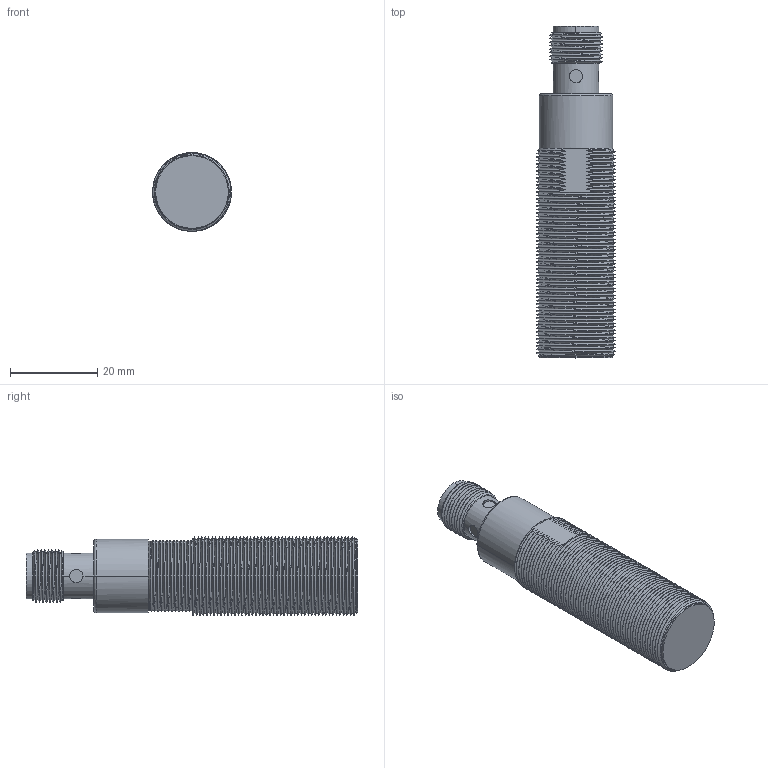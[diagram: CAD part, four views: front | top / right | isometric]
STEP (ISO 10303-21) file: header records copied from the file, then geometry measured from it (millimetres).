
FILE_DESCRIPTION((''),'2;1');
FILE_NAME('OCN1-1808X-XRL4','2017-03-10T',('Administrator'),(''),'PRO/ENGINEER BY PARAMETRIC TECHNOLOGY CORPORATION, 2007170','PRO/ENGINEER BY PARAMETRIC TECHNOLOGY CORPORATION, 2007170','');
FILE_SCHEMA(('CONFIG_CONTROL_DESIGN'));
Length unit declared in the file: millimetre
Products named in the file (1): OCN1-1808X-XRL4
Bounding box: 18 x 75.9 x 18 mm (x, y, z)
Volume: 14990.4 mm3; surface area: 7118.7 mm2
Topology: 1 solids, 1 shells, 333 faces, 1003 edges, 675 vertices
Faces by surface type: cylinder 156, bspline 89, plane 68, cone 10, sphere 8, torus 2
Entity records: 28111 total; most frequent: CARTESIAN_POINT 20520, ORIENTED_EDGE 1990, EDGE_CURVE 995, DIRECTION 932, VERTEX_POINT 675, B_SPLINE_CURVE_WITH_KNOTS 635, EDGE_LOOP 344, FACE_OUTER_BOUND 333
